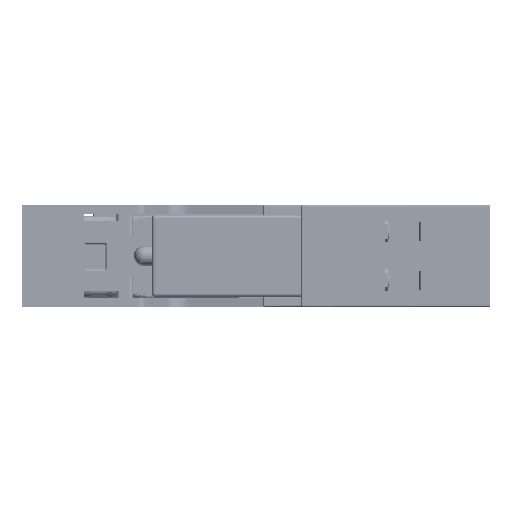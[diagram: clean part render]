
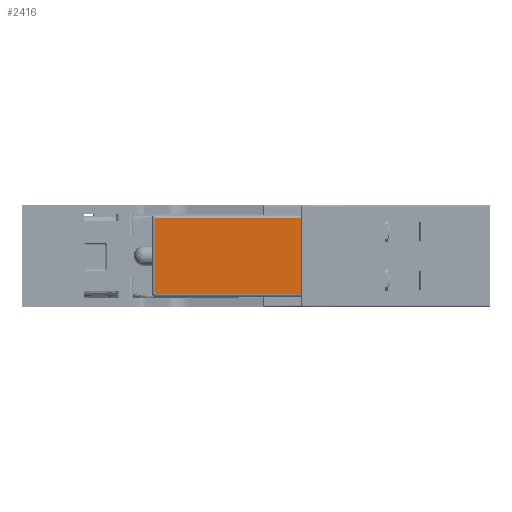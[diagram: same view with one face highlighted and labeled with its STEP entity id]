
A CAD part, left-side view. The second image highlights one B-rep face of the part: STEP entity #2416.
In plain terms, the highlighted planar face has unit normal (-1, 0, 0).
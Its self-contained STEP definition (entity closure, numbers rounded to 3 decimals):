
#2416=ADVANCED_FACE('',(#11950),#11951,.F.);
#11950=FACE_OUTER_BOUND('',#27386,.T.);
#11951=PLANE('',#27387);
#27386=EDGE_LOOP('',(#59895,#59896,#59897,#59898,#59899,#59900));
#27387=AXIS2_PLACEMENT_3D('',#59901,#59902,#59903);
#59895=ORIENTED_EDGE('',*,*,#111314,.T.);
#59896=ORIENTED_EDGE('',*,*,#111325,.T.);
#59897=ORIENTED_EDGE('',*,*,#111349,.T.);
#59898=ORIENTED_EDGE('',*,*,#111350,.T.);
#59899=ORIENTED_EDGE('',*,*,#111351,.T.);
#59900=ORIENTED_EDGE('',*,*,#111326,.T.);
#59901=CARTESIAN_POINT('',(-21.02,-5.835,-6.3));
#59902=DIRECTION('',(1.0,0.0,0.0));
#59903=DIRECTION('',(0.0,1.0,0.0));
#111314=EDGE_CURVE('',#136293,#136291,#136294,.T.);
#111325=EDGE_CURVE('',#136291,#136305,#136308,.T.);
#111326=EDGE_CURVE('',#136309,#136293,#136310,.T.);
#111349=EDGE_CURVE('',#136305,#136347,#136349,.T.);
#111350=EDGE_CURVE('',#136347,#136350,#136351,.T.);
#111351=EDGE_CURVE('',#136350,#136309,#136352,.T.);
#136291=VERTEX_POINT('',#178493);
#136293=VERTEX_POINT('',#178495);
#136294=LINE('',#178496,#178497);
#136305=VERTEX_POINT('',#178513);
#136308=LINE('',#178516,#178517);
#136309=VERTEX_POINT('',#178518);
#136310=LINE('',#178519,#178520);
#136347=VERTEX_POINT('',#178573);
#136349=LINE('',#178575,#178576);
#136350=VERTEX_POINT('',#178577);
#136351=LINE('',#178578,#178579);
#136352=LINE('',#178580,#178581);
#178493=CARTESIAN_POINT('',(-21.02,-5.835,2.927));
#178495=CARTESIAN_POINT('',(-21.02,-5.835,-0.219));
#178496=CARTESIAN_POINT('',(-21.02,-5.835,-0.219));
#178497=VECTOR('',#230407,3.147);
#178513=CARTESIAN_POINT('',(-21.02,-5.835,5.8));
#178516=CARTESIAN_POINT('',(-21.02,-5.835,2.927));
#178517=VECTOR('',#230428,2.873);
#178518=CARTESIAN_POINT('',(-21.02,-5.835,-5.8));
#178519=CARTESIAN_POINT('',(-21.02,-5.835,-5.8));
#178520=VECTOR('',#230429,5.581);
#178573=CARTESIAN_POINT('',(-21.02,16.665,5.8));
#178575=CARTESIAN_POINT('',(-21.02,-5.835,5.8));
#178576=VECTOR('',#230464,22.5);
#178577=CARTESIAN_POINT('',(-21.02,16.665,-5.8));
#178578=CARTESIAN_POINT('',(-21.02,16.665,5.8));
#178579=VECTOR('',#230465,11.6);
#178580=CARTESIAN_POINT('',(-21.02,16.665,-5.8));
#178581=VECTOR('',#230466,22.5);
#230407=DIRECTION('',(0.0,0.0,1.0));
#230428=DIRECTION('',(0.0,0.,1.0));
#230429=DIRECTION('',(0.0,0.,1.0));
#230464=DIRECTION('',(0.0,1.0,0.0));
#230465=DIRECTION('',(0.0,0.0,-1.0));
#230466=DIRECTION('',(0.0,-1.0,0.0));
